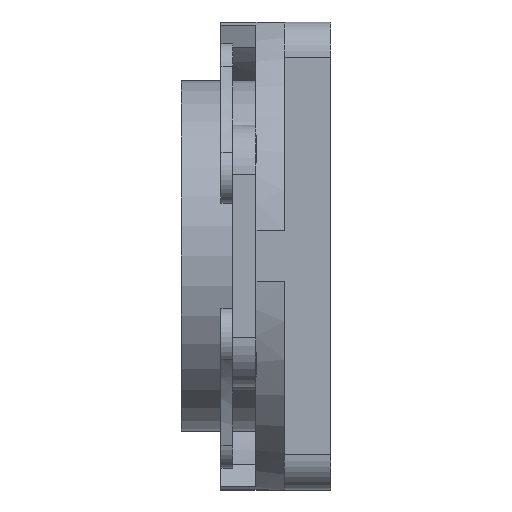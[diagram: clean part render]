
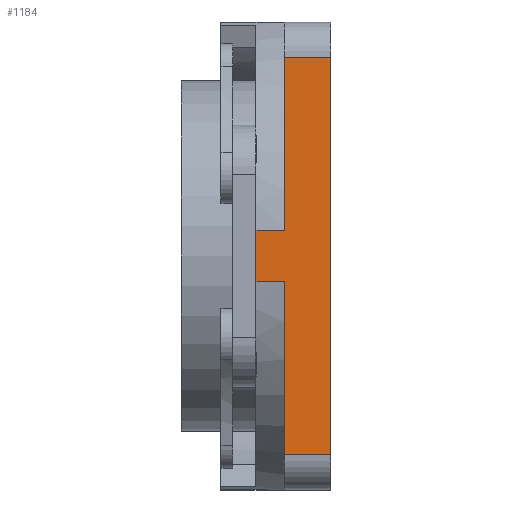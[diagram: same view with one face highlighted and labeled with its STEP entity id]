
A CAD part, left-side view. The second image highlights one B-rep face of the part: STEP entity #1184.
In plain terms, the highlighted planar face has unit normal (-1, 0, 0).
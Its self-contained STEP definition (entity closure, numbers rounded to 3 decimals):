
#33 = VERTEX_POINT ( 'NONE', #2189 ) ;
#59 = VECTOR ( 'NONE', #2614, 1000. ) ;
#153 = LINE ( 'NONE', #3220, #3446 ) ;
#208 = ORIENTED_EDGE ( 'NONE', *, *, #3758, .T. ) ;
#233 = EDGE_CURVE ( 'NONE', #33, #530, #3594, .T. ) ;
#274 = CARTESIAN_POINT ( 'NONE',  ( -13.5, 2., -8.5 ) ) ;
#288 = DIRECTION ( 'NONE',  ( 0., -1., 0. ) ) ;
#327 = EDGE_LOOP ( 'NONE', ( #2416, #3743, #3087, #531, #1474, #2133, #1711, #208 ) ) ;
#342 = FACE_OUTER_BOUND ( 'NONE', #327, .T. ) ;
#402 = PLANE ( 'NONE',  #3357 ) ;
#428 = EDGE_CURVE ( 'NONE', #530, #1251, #2206, .T. ) ;
#530 = VERTEX_POINT ( 'NONE', #3845 ) ;
#531 = ORIENTED_EDGE ( 'NONE', *, *, #233, .F. ) ;
#535 = CARTESIAN_POINT ( 'NONE',  ( -13.5, 3.2, -1.1 ) ) ;
#612 = CARTESIAN_POINT ( 'NONE',  ( -13.5, 0., 8.5 ) ) ;
#765 = EDGE_CURVE ( 'NONE', #2843, #1210, #3353, .T. ) ;
#801 = VECTOR ( 'NONE', #3633, 1000. ) ;
#1015 = VECTOR ( 'NONE', #288, 1000. ) ;
#1098 = DIRECTION ( 'NONE',  ( 0., -1., 0. ) ) ;
#1184 = ADVANCED_FACE ( 'NONE', ( #342 ), #402, .F. ) ;
#1210 = VERTEX_POINT ( 'NONE', #1992 ) ;
#1250 = VECTOR ( 'NONE', #1993, 1000. ) ;
#1251 = VERTEX_POINT ( 'NONE', #3322 ) ;
#1365 = CARTESIAN_POINT ( 'NONE',  ( -13.5, 2., -8.5 ) ) ;
#1457 = CARTESIAN_POINT ( 'NONE',  ( -13.5, 0., -8.5 ) ) ;
#1474 = ORIENTED_EDGE ( 'NONE', *, *, #3009, .F. ) ;
#1577 = VECTOR ( 'NONE', #1776, 1000. ) ;
#1667 = DIRECTION ( 'NONE',  ( 0., 0., -1. ) ) ;
#1711 = ORIENTED_EDGE ( 'NONE', *, *, #765, .F. ) ;
#1776 = DIRECTION ( 'NONE',  ( 0., 0., 1. ) ) ;
#1823 = CARTESIAN_POINT ( 'NONE',  ( -13.5, 3.2, -1.1 ) ) ;
#1923 = EDGE_CURVE ( 'NONE', #1251, #4072, #2520, .T. ) ;
#1928 = DIRECTION ( 'NONE',  ( 0., 0., 1. ) ) ;
#1992 = CARTESIAN_POINT ( 'NONE',  ( -13.5, 2., -1.1 ) ) ;
#1993 = DIRECTION ( 'NONE',  ( 0., 0., 1. ) ) ;
#2133 = ORIENTED_EDGE ( 'NONE', *, *, #2786, .T. ) ;
#2189 = CARTESIAN_POINT ( 'NONE',  ( -13.5, 3.2, 1.1 ) ) ;
#2206 = LINE ( 'NONE', #1365, #1250 ) ;
#2362 = CARTESIAN_POINT ( 'NONE',  ( -13.5, 3.2, 1.1 ) ) ;
#2416 = ORIENTED_EDGE ( 'NONE', *, *, #3256, .T. ) ;
#2424 = VECTOR ( 'NONE', #1098, 1000. ) ;
#2433 = LINE ( 'NONE', #1457, #1577 ) ;
#2520 = LINE ( 'NONE', #3679, #2424 ) ;
#2532 = LINE ( 'NONE', #1823, #3397 ) ;
#2604 = LINE ( 'NONE', #2941, #59 ) ;
#2614 = DIRECTION ( 'NONE',  ( 0., -1., 0. ) ) ;
#2623 = CARTESIAN_POINT ( 'NONE',  ( -13.5, 2., -8.5 ) ) ;
#2786 = EDGE_CURVE ( 'NONE', #3441, #1210, #2532, .T. ) ;
#2843 = VERTEX_POINT ( 'NONE', #274 ) ;
#2849 = VERTEX_POINT ( 'NONE', #4163 ) ;
#2935 = CARTESIAN_POINT ( 'NONE',  ( -13.5, 2., -8.5 ) ) ;
#2941 = CARTESIAN_POINT ( 'NONE',  ( -13.5, 2., -8.5 ) ) ;
#3009 = EDGE_CURVE ( 'NONE', #3441, #33, #153, .T. ) ;
#3087 = ORIENTED_EDGE ( 'NONE', *, *, #428, .F. ) ;
#3220 = CARTESIAN_POINT ( 'NONE',  ( -13.5, 3.2, -1.1 ) ) ;
#3256 = EDGE_CURVE ( 'NONE', #2849, #4072, #2433, .T. ) ;
#3322 = CARTESIAN_POINT ( 'NONE',  ( -13.5, 2., 8.5 ) ) ;
#3353 = LINE ( 'NONE', #2623, #801 ) ;
#3357 = AXIS2_PLACEMENT_3D ( 'NONE', #2935, #3619, #1667 ) ;
#3397 = VECTOR ( 'NONE', #4123, 1000. ) ;
#3441 = VERTEX_POINT ( 'NONE', #535 ) ;
#3446 = VECTOR ( 'NONE', #1928, 1000. ) ;
#3594 = LINE ( 'NONE', #2362, #1015 ) ;
#3619 = DIRECTION ( 'NONE',  ( 1., 0., 0. ) ) ;
#3633 = DIRECTION ( 'NONE',  ( 0., 0., 1. ) ) ;
#3679 = CARTESIAN_POINT ( 'NONE',  ( -13.5, 2., 8.5 ) ) ;
#3743 = ORIENTED_EDGE ( 'NONE', *, *, #1923, .F. ) ;
#3758 = EDGE_CURVE ( 'NONE', #2843, #2849, #2604, .T. ) ;
#3845 = CARTESIAN_POINT ( 'NONE',  ( -13.5, 2., 1.1 ) ) ;
#4072 = VERTEX_POINT ( 'NONE', #612 ) ;
#4123 = DIRECTION ( 'NONE',  ( 0., -1., 0. ) ) ;
#4163 = CARTESIAN_POINT ( 'NONE',  ( -13.5, 0., -8.5 ) ) ;
